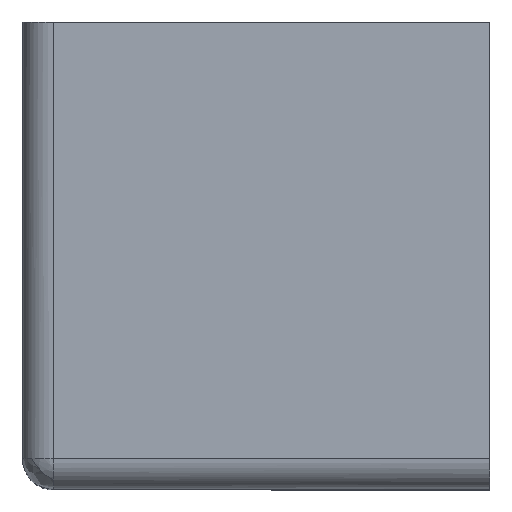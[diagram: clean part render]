
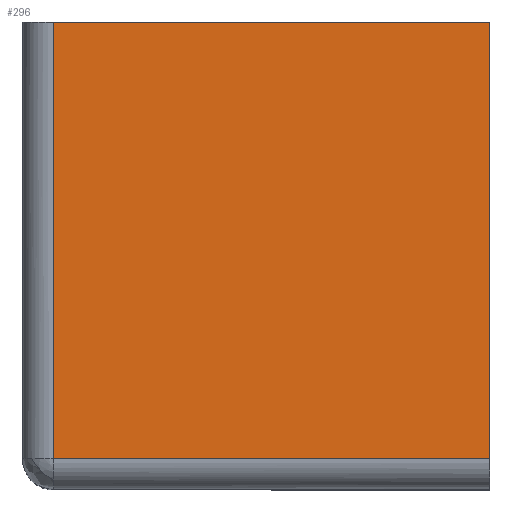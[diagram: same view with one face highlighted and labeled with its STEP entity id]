
A CAD part, top view. The second image highlights one B-rep face of the part: STEP entity #296.
In plain terms, the highlighted planar face has unit normal (0, 0, 1).
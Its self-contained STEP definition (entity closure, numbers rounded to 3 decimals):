
#6 = AXIS2_PLACEMENT_3D ( 'NONE', #274, #59, #160 ) ;
#50 = VERTEX_POINT ( 'NONE', #173 ) ;
#57 = EDGE_CURVE ( 'NONE', #50, #270, #467, .T. ) ;
#59 = DIRECTION ( 'NONE',  ( 0., 0., 1. ) ) ;
#68 = CARTESIAN_POINT ( 'NONE',  ( 0., -19.5, 22.5 ) ) ;
#74 = VERTEX_POINT ( 'NONE', #286 ) ;
#105 = CARTESIAN_POINT ( 'NONE',  ( 0., -22.5, 22.5 ) ) ;
#110 = EDGE_CURVE ( 'NONE', #270, #431, #246, .T. ) ;
#118 = LINE ( 'NONE', #300, #204 ) ;
#148 = EDGE_CURVE ( 'NONE', #50, #74, #118, .T. ) ;
#160 = DIRECTION ( 'NONE',  ( 1., 0., 0. ) ) ;
#173 = CARTESIAN_POINT ( 'NONE',  ( -42., 22.5, 22.5 ) ) ;
#174 = VECTOR ( 'NONE', #177, 1000. ) ;
#176 = ORIENTED_EDGE ( 'NONE', *, *, #461, .T. ) ;
#177 = DIRECTION ( 'NONE',  ( 1., 0., 0. ) ) ;
#189 = LINE ( 'NONE', #217, #174 ) ;
#204 = VECTOR ( 'NONE', #410, 1000. ) ;
#217 = CARTESIAN_POINT ( 'NONE',  ( 0., -19.5, 22.5 ) ) ;
#219 = DIRECTION ( 'NONE',  ( 1., 0., 0. ) ) ;
#241 = VECTOR ( 'NONE', #219, 1000. ) ;
#246 = LINE ( 'NONE', #105, #248 ) ;
#248 = VECTOR ( 'NONE', #299, 1000. ) ;
#270 = VERTEX_POINT ( 'NONE', #305 ) ;
#274 = CARTESIAN_POINT ( 'NONE',  ( 0., -22.5, 22.5 ) ) ;
#286 = CARTESIAN_POINT ( 'NONE',  ( -42., -19.5, 22.5 ) ) ;
#296 = ADVANCED_FACE ( 'NONE', ( #380 ), #424, .T. ) ;
#299 = DIRECTION ( 'NONE',  ( 0., -1., 0. ) ) ;
#300 = CARTESIAN_POINT ( 'NONE',  ( -42., -22.5, 22.5 ) ) ;
#305 = CARTESIAN_POINT ( 'NONE',  ( 0., 22.5, 22.5 ) ) ;
#380 = FACE_OUTER_BOUND ( 'NONE', #450, .T. ) ;
#410 = DIRECTION ( 'NONE',  ( 0., -1., 0. ) ) ;
#419 = ORIENTED_EDGE ( 'NONE', *, *, #110, .F. ) ;
#424 = PLANE ( 'NONE',  #6 ) ;
#431 = VERTEX_POINT ( 'NONE', #68 ) ;
#434 = CARTESIAN_POINT ( 'NONE',  ( -42., 22.5, 22.5 ) ) ;
#439 = ORIENTED_EDGE ( 'NONE', *, *, #57, .F. ) ;
#450 = EDGE_LOOP ( 'NONE', ( #439, #460, #176, #419 ) ) ;
#460 = ORIENTED_EDGE ( 'NONE', *, *, #148, .T. ) ;
#461 = EDGE_CURVE ( 'NONE', #74, #431, #189, .T. ) ;
#467 = LINE ( 'NONE', #434, #241 ) ;
